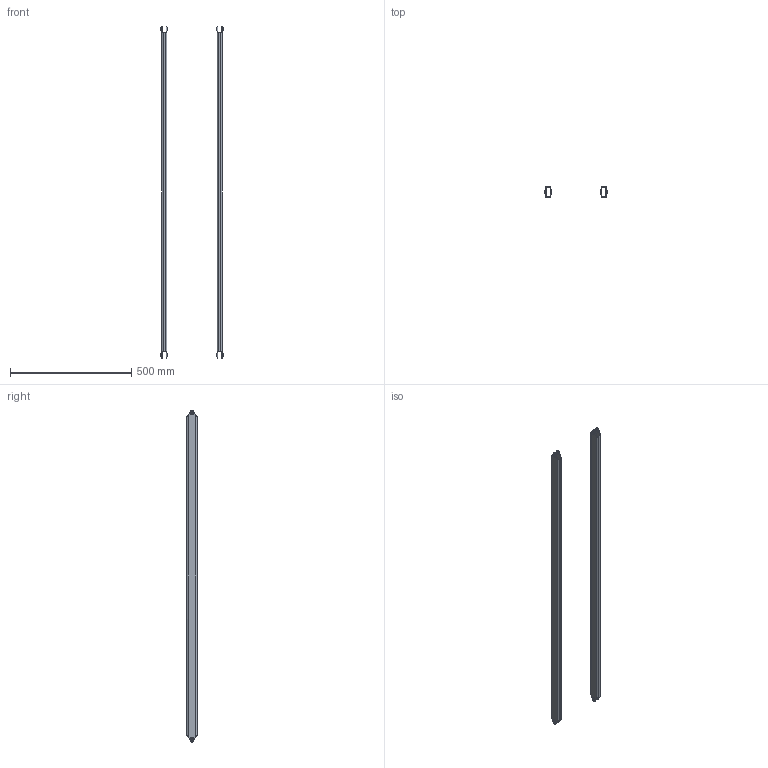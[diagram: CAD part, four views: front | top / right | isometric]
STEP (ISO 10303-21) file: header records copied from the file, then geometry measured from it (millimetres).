
FILE_DESCRIPTION( ( '' ), ' ' );
FILE_NAME( '5de7548919f6a8154655d754.step', '2019-12-04T06:39:05', ( '' ), ( '' ), ' ', ' ', ' ' );
FILE_SCHEMA( ( 'AUTOMOTIVE_DESIGN { 1 0 10303 214 1 1 1 1 }' ) );
Length unit declared in the file: metre
Products named in the file (2): Part 3; Part 4
Bounding box: 257.85 x 44.45 x 1371.6 mm (x, y, z)
Volume: 958078.3 mm3; surface area: 606295 mm2
Topology: 2 solids, 2 shells, 128 faces, 358 edges, 238 vertices
Faces by surface type: cylinder 64, plane 56, cone 8
Full cylindrical faces by diameter (mm): 8.89 x8, 15.24 x8
Entity records: 5190 total; most frequent: CARTESIAN_POINT 834, DIRECTION 708, ORIENTED_EDGE 656, EDGE_CURVE 328, AXIS2_PLACEMENT_3D 266, VERTEX_POINT 232, EDGE_LOOP 176, LINE 176
